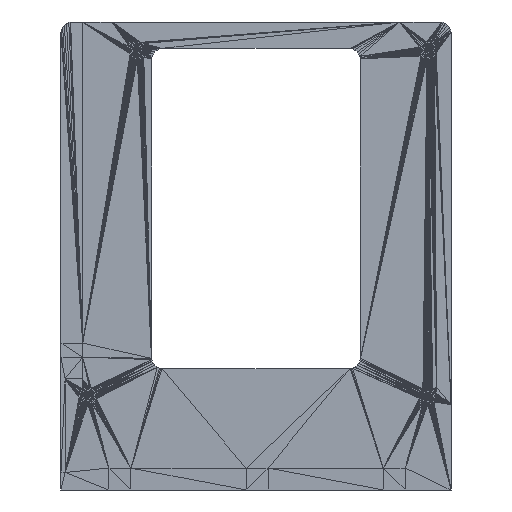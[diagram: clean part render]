
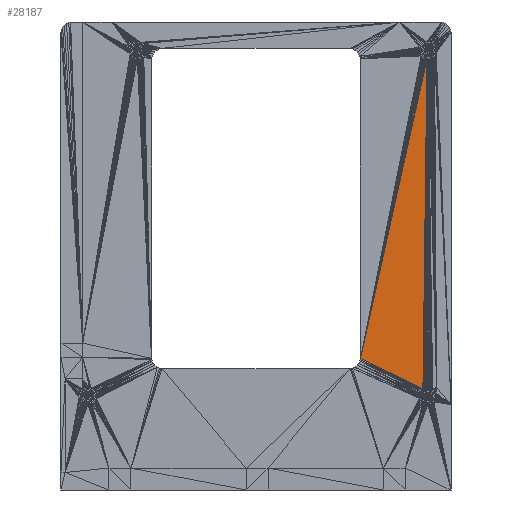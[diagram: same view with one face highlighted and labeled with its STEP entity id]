
A CAD part, front view. The second image highlights one B-rep face of the part: STEP entity #28187.
In plain terms, the highlighted planar face has unit normal (0, -1, 0).
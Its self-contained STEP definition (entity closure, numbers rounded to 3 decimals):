
#2183=FACE_OUTER_BOUND('',#4547,.T.);
#4547=EDGE_LOOP('',(#23067,#23068,#23069));
#6077=LINE('',#41699,#9623);
#7247=LINE('',#44011,#10793);
#8031=LINE('',#45578,#11577);
#9623=VECTOR('',#33575,10.);
#10793=VECTOR('',#36253,10.);
#11577=VECTOR('',#38243,10.);
#12408=VERTEX_POINT('',#41608);
#12419=VERTEX_POINT('',#41677);
#12422=VERTEX_POINT('',#41697);
#14351=EDGE_CURVE('',#12408,#12422,#6077,.T.);
#15521=EDGE_CURVE('',#12419,#12422,#7247,.T.);
#16305=EDGE_CURVE('',#12419,#12408,#8031,.T.);
#23067=ORIENTED_EDGE('',*,*,#16305,.T.);
#23068=ORIENTED_EDGE('',*,*,#14351,.T.);
#23069=ORIENTED_EDGE('',*,*,#15521,.F.);
#25823=PLANE('',#30565);
#28187=ADVANCED_FACE('',(#2183),#25823,.T.);
#30565=AXIS2_PLACEMENT_3D('',#45717,#38449,#38450);
#33575=DIRECTION('',(0.012,0.,1.));
#36253=DIRECTION('',(0.217,0.,0.976));
#38243=DIRECTION('',(0.9,0.,-0.436));
#38449=DIRECTION('center_axis',(0.,-1.,0.));
#38450=DIRECTION('ref_axis',(0.,0.,-1.));
#41608=CARTESIAN_POINT('',(76.078,44.401,-52.675));
#41677=CARTESIAN_POINT('',(47.625,44.401,-38.901));
#41697=CARTESIAN_POINT('',(77.908,44.401,97.418));
#41699=CARTESIAN_POINT('',(76.078,44.401,-52.675));
#44011=CARTESIAN_POINT('',(47.625,44.401,-38.901));
#45578=CARTESIAN_POINT('',(47.625,44.401,-38.901));
#45717=CARTESIAN_POINT('Origin',(77.908,44.401,97.418));
